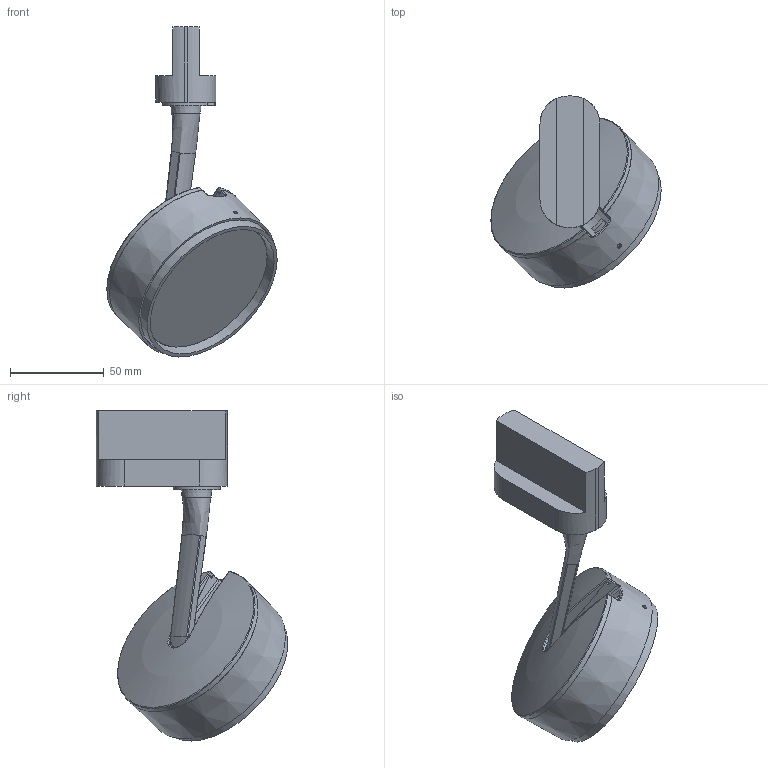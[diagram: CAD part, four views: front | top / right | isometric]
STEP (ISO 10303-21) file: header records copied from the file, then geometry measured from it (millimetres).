
FILE_DESCRIPTION(/* description */ ('This is a sample STEP configuration'),/* implementation_level */ '2;1');
FILE_NAME(/* name */ '540-0611xxxxxxxxx SIMPLE.ipt_Rev_00.1.stp',/* time_stamp */ '2023-04-17T12:44:35+02:00',/* author */ ('powerJobs'),/* organization */ ('coolOrange'),/* preprocessor_version */ 'ST-DEVELOPER v19.2',/* originating_system */ 'Autodesk Inventor 2023',/* authorisation */ '');
FILE_SCHEMA (('AUTOMOTIVE_DESIGN { 1 0 10303 214 3 1 1 }'));
Length unit declared in the file: millimetre
Products named in the file (1): ENG000026238
Bounding box: 90.83 x 102.14 x 175.91 mm (x, y, z)
Volume: 158811.6 mm3; surface area: 83281.7 mm2
Topology: 1 solids, 2 shells, 776 faces, 2068 edges, 1242 vertices
Faces by surface type: bspline 251, plane 181, cylinder 128, torus 99, cone 92, sphere 25
Full cylindrical faces by diameter (mm): 2 x1, 2.459 x5, 2.8 x2, 3.2 x2, 8 x1, 12.9 x1, 13.8 x1, 14 x1, 15 x3, 81 x1, 83 x1, 85 x1
Entity records: 32926 total; most frequent: CARTESIAN_POINT 15287, ORIENTED_EDGE 4100, DIRECTION 3194, EDGE_CURVE 2050, AXIS2_PLACEMENT_3D 1385, VERTEX_POINT 1242, EDGE_LOOP 812, FACE_OUTER_BOUND 776
